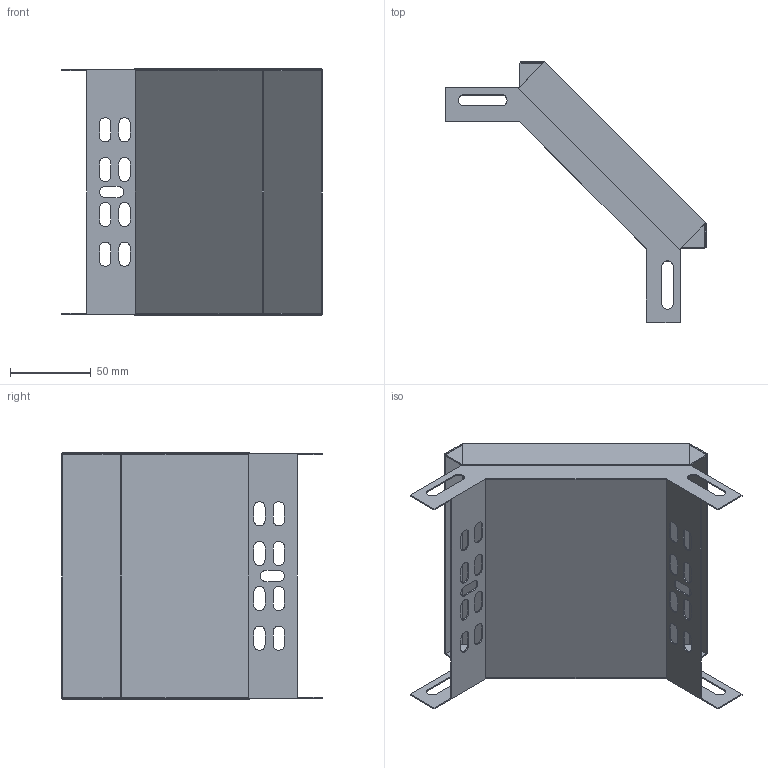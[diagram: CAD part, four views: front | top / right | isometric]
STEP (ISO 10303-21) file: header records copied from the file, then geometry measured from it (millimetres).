
FILE_DESCRIPTION (( 'STEP AP203' ), '1' );
FILE_NAME ('CLP1N-035-150-1 Ïîâîðîò íà 90 ãð. âåðòèêàëüíûé âíåøíèé 35õ150 ìì..STEP', '2016-03-03T07:08:52', ( '' ), ( '' ), 'SwSTEP 2.0', 'SolidWorks 2014', '' );
FILE_SCHEMA (( 'CONFIG_CONTROL_DESIGN' ));
Length unit declared in the file: millimetre
Products named in the file (1): CLP1N-035-150-1 Ïîâîðîò íà 90 ãð. âåðòèêàëüíûé âíåøíèé 35õ150 ìì.
Bounding box: 161.31 x 161.31 x 153.2 mm (x, y, z)
Volume: 55713.6 mm3; surface area: 141460.4 mm2
Topology: 2 solids, 2 shells, 154 faces, 430 edges, 280 vertices
Faces by surface type: plane 108, cylinder 46
Entity records: 5069 total; most frequent: CARTESIAN_POINT 865, ORIENTED_EDGE 860, DIRECTION 832, EDGE_CURVE 430, LINE 338, VECTOR 338, VERTEX_POINT 280, AXIS2_PLACEMENT_3D 247
